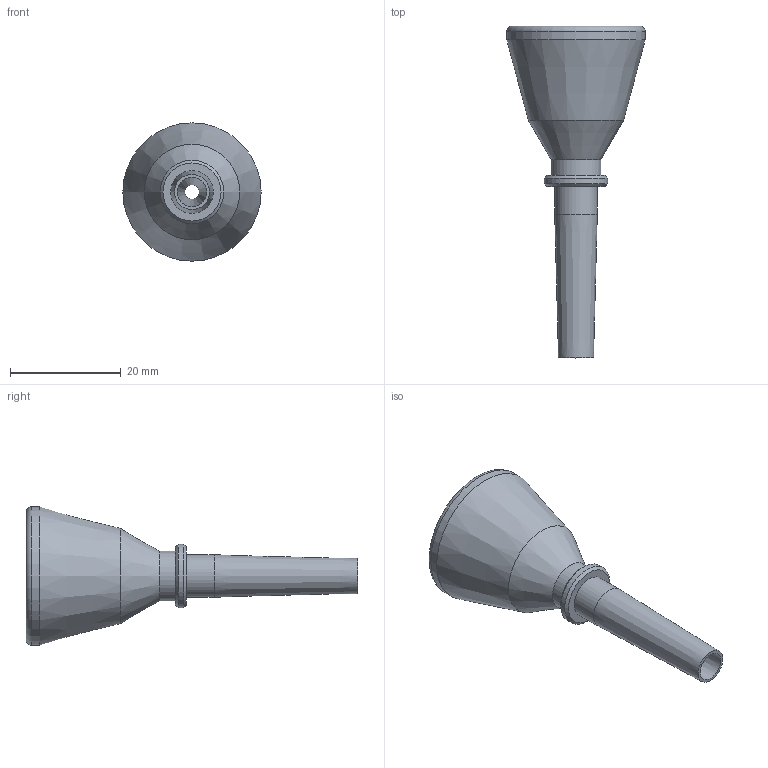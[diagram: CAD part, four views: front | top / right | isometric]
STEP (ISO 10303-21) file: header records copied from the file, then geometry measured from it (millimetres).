
FILE_DESCRIPTION(/* description */ (''),/* implementation_level */ '2;1');
FILE_NAME(/* name */ 'L5-EMBOUC.stp',/* time_stamp */ '2022-01-14T14:23:49+01:00',/* author */ ('cmar'),/* organization */ ('LEMO.SA'),/* preprocessor_version */ 'ST-DEVELOPER v18.1',/* originating_system */ 'Autodesk Inventor 2020',/* authorisation */ '');
FILE_SCHEMA (('AUTOMOTIVE_DESIGN { 1 0 10303 214 3 1 1 }'));
Length unit declared in the file: millimetre
Products named in the file (1): L5-EMBOUC
Bounding box: 25 x 60 x 25 mm (x, y, z)
Volume: 3747.9 mm3; surface area: 4196.7 mm2
Topology: 1 solids, 1 shells, 20 faces, 58 edges, 42 vertices
Faces by surface type: cylinder 6, cone 6, plane 4, torus 3, bspline 1
Full cylindrical faces by diameter (mm): 2.6 x1, 7.7 x1, 9 x1, 11.5 x1, 20.4 x1, 25 x1
Entity records: 775 total; most frequent: CARTESIAN_POINT 147, DIRECTION 144, ORIENTED_EDGE 116, AXIS2_PLACEMENT_3D 66, EDGE_CURVE 58, CIRCLE 46, VERTEX_POINT 42, EDGE_LOOP 24
